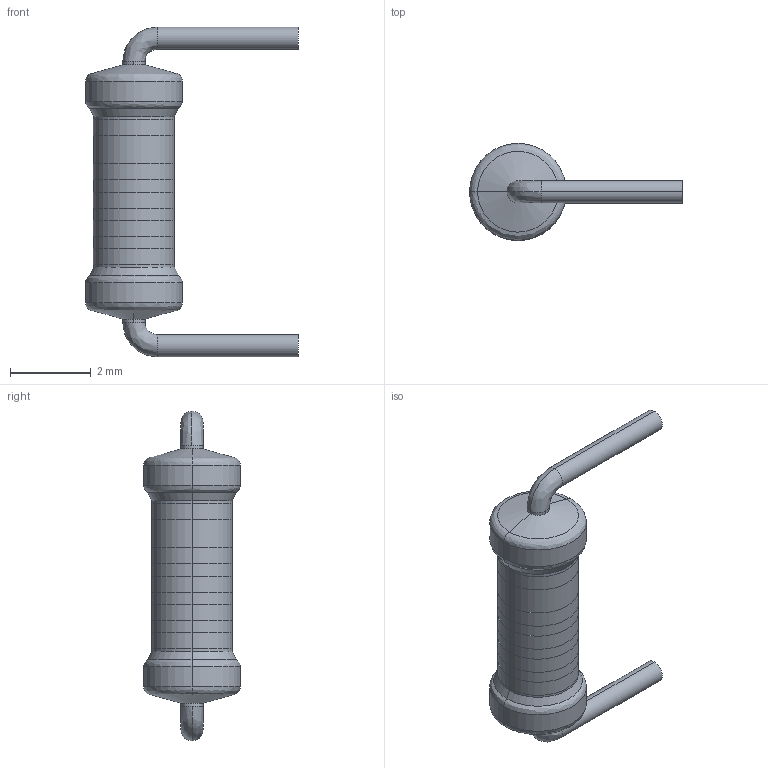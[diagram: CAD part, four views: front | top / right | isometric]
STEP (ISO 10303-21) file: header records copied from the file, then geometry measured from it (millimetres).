
FILE_DESCRIPTION (( 'STEP AP214' ), '1' );
FILE_NAME ('User Library-MFR-25 MFR50S (300mils).STEP', '2023-03-03T18:16:38', ( '' ), ( '' ), 'SwSTEP 2.0', 'SolidWorks 2022', '' );
FILE_SCHEMA (( 'AUTOMOTIVE_DESIGN' ));
Length unit declared in the file: millimetre
Products named in the file (8): Band2; Band1; Band3; Band5; Leads; Core; User Library-MFR-25 MFR50S (300mils); Band4
Assembly tree (7 placements, depth 2):
  User Library-MFR-25 MFR50S (300mils)
    Leads
    Band4
    Band2
    Band5
    Band1
    Band3
    Core
Bounding box: 5.28 x 2.4 x 8.17 mm (x, y, z)
Volume: 31.4 mm3; surface area: 119.9 mm2
Topology: 7 solids, 7 shells, 58 faces, 108 edges, 66 vertices
Faces by surface type: cylinder 22, plane 16, bspline 12, cone 8
Entity records: 2566 total; most frequent: CARTESIAN_POINT 422, DIRECTION 298, ORIENTED_EDGE 216, AXIS2_PLACEMENT_3D 134, EDGE_CURVE 108, UNCERTAINTY_MEASURE_WITH_UNIT 80, CIRCLE 78, COLOUR_RGB 72
